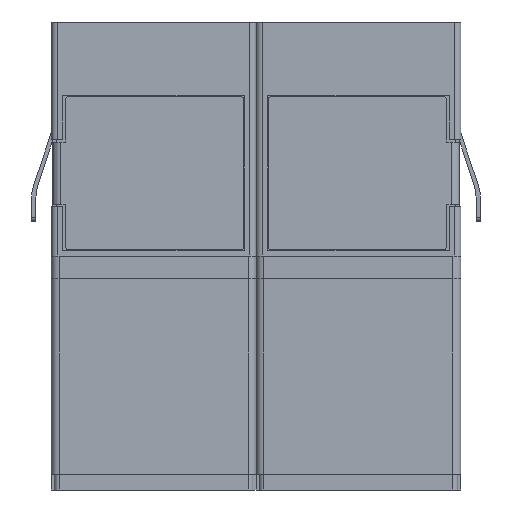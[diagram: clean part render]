
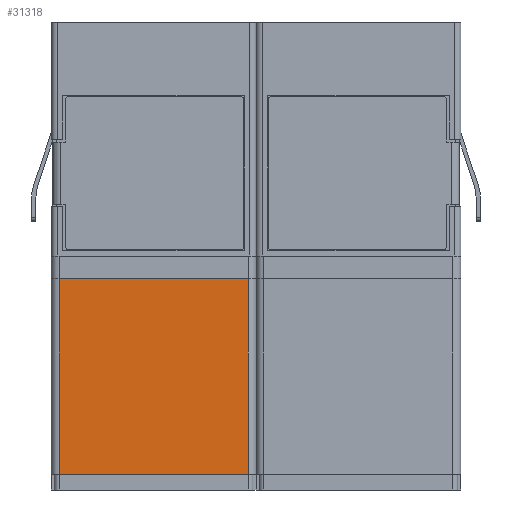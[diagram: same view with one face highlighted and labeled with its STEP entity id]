
A CAD part, front view. The second image highlights one B-rep face of the part: STEP entity #31318.
In plain terms, the highlighted planar face has unit normal (0, -1, 0).
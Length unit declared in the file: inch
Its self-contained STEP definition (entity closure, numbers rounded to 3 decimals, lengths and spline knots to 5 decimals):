
#4266 = CARTESIAN_POINT ( 'NONE',  ( -0.23327, -0.22047, -0.0567 ) ) ;
#6788 = ORIENTED_EDGE ( 'NONE', *, *, #29480, .T. ) ;
#7046 = DIRECTION ( 'NONE',  ( 1., 0., 0. ) ) ;
#7263 = VERTEX_POINT ( 'NONE', #4266 ) ;
#8789 = LINE ( 'NONE', #18498, #14411 ) ;
#9017 = CARTESIAN_POINT ( 'NONE',  ( -0.23327, -0.22047, -0.53819 ) ) ;
#9141 = DIRECTION ( 'NONE',  ( 0., -1., 0. ) ) ;
#9163 = LINE ( 'NONE', #9017, #9782 ) ;
#9782 = VECTOR ( 'NONE', #26026, 39.37008 ) ;
#10476 = DIRECTION ( 'NONE',  ( 0., 0., -1. ) ) ;
#11088 = ORIENTED_EDGE ( 'NONE', *, *, #26658, .F. ) ;
#11294 = LINE ( 'NONE', #21453, #16888 ) ;
#11842 = FACE_OUTER_BOUND ( 'NONE', #14670, .T. ) ;
#12157 = CARTESIAN_POINT ( 'NONE',  ( 0.23327, -0.22047, -0.0567 ) ) ;
#12376 = VERTEX_POINT ( 'NONE', #12157 ) ;
#13587 = PLANE ( 'NONE',  #28353 ) ;
#14411 = VECTOR ( 'NONE', #28199, 39.37008 ) ;
#14670 = EDGE_LOOP ( 'NONE', ( #6788, #25868, #15944, #11088 ) ) ;
#15029 = VERTEX_POINT ( 'NONE', #28265 ) ;
#15944 = ORIENTED_EDGE ( 'NONE', *, *, #16554, .T. ) ;
#16554 = EDGE_CURVE ( 'NONE', #15029, #12376, #8789, .T. ) ;
#16888 = VECTOR ( 'NONE', #7046, 39.37008 ) ;
#18423 = CARTESIAN_POINT ( 'NONE',  ( -0.23327, -0.22047, -0.53819 ) ) ;
#18498 = CARTESIAN_POINT ( 'NONE',  ( 0.23327, -0.22047, 0. ) ) ;
#19005 = DIRECTION ( 'NONE',  ( 0., 0., -1. ) ) ;
#19142 = VERTEX_POINT ( 'NONE', #18423 ) ;
#20331 = LINE ( 'NONE', #22735, #22085 ) ;
#21453 = CARTESIAN_POINT ( 'NONE',  ( 0., -0.22047, -0.0567 ) ) ;
#22085 = VECTOR ( 'NONE', #10476, 39.37008 ) ;
#22735 = CARTESIAN_POINT ( 'NONE',  ( -0.23327, -0.22047, 0. ) ) ;
#23313 = CARTESIAN_POINT ( 'NONE',  ( 0., -0.22047, 0. ) ) ;
#25868 = ORIENTED_EDGE ( 'NONE', *, *, #27101, .F. ) ;
#26026 = DIRECTION ( 'NONE',  ( -1., 0., 0. ) ) ;
#26658 = EDGE_CURVE ( 'NONE', #7263, #12376, #11294, .T. ) ;
#27101 = EDGE_CURVE ( 'NONE', #15029, #19142, #9163, .T. ) ;
#28199 = DIRECTION ( 'NONE',  ( 0., 0., 1. ) ) ;
#28265 = CARTESIAN_POINT ( 'NONE',  ( 0.23327, -0.22047, -0.53819 ) ) ;
#28353 = AXIS2_PLACEMENT_3D ( 'NONE', #23313, #9141, #19005 ) ;
#29480 = EDGE_CURVE ( 'NONE', #7263, #19142, #20331, .T. ) ;
#31318 = ADVANCED_FACE ( 'NONE', ( #11842 ), #13587, .T. ) ;
